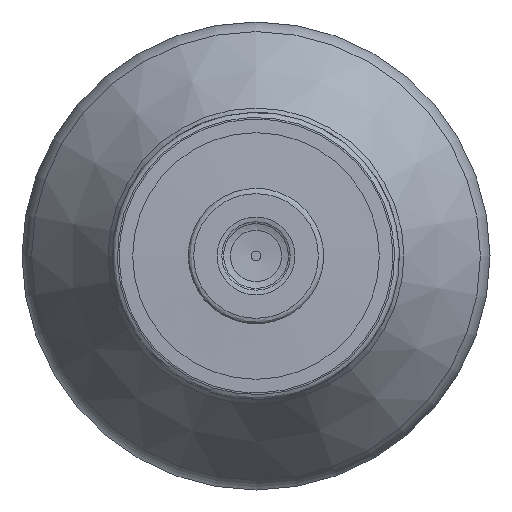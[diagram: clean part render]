
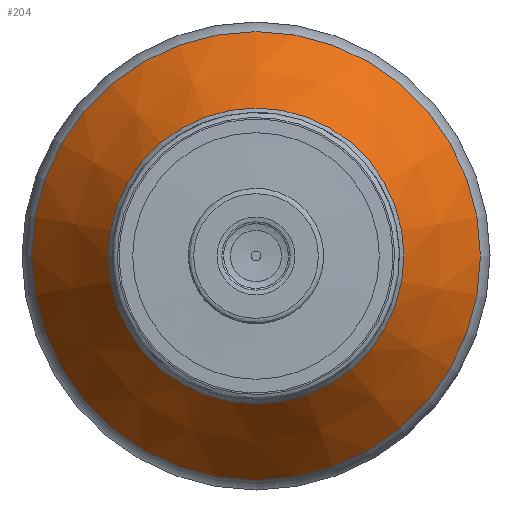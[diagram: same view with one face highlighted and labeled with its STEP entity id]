
A CAD part, left-side view. The second image highlights one B-rep face of the part: STEP entity #204.
In plain terms, the highlighted conical face has half-angle 35.017 degrees and reference radius 21.095 mm.
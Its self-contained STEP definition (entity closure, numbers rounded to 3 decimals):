
#95=CONICAL_SURFACE('',#560,21.095,35.017);
#139=FACE_BOUND('',#271,.T.);
#140=FACE_BOUND('',#272,.T.);
#204=ADVANCED_FACE('',(#139,#140),#95,.T.);
#271=EDGE_LOOP('',(#353));
#272=EDGE_LOOP('',(#354));
#353=ORIENTED_EDGE('',*,*,#462,.T.);
#354=ORIENTED_EDGE('',*,*,#461,.F.);
#420=VERTEX_POINT('',#802);
#421=VERTEX_POINT('',#805);
#461=EDGE_CURVE('',#420,#420,#502,.T.);
#462=EDGE_CURVE('',#421,#421,#503,.T.);
#502=CIRCLE('',#557,21.095);
#503=CIRCLE('',#559,13.905);
#557=AXIS2_PLACEMENT_3D('',#801,#657,#658);
#559=AXIS2_PLACEMENT_3D('',#804,#661,#662);
#560=AXIS2_PLACEMENT_3D('',#806,#663,#664);
#657=DIRECTION('',(1.,0.,0.));
#658=DIRECTION('',(0.,0.,1.));
#661=DIRECTION('',(1.,0.,0.));
#662=DIRECTION('',(0.,0.,1.));
#663=DIRECTION('',(1.,0.,0.));
#664=DIRECTION('',(0.,0.,-1.));
#801=CARTESIAN_POINT('',(97.131,0.,0.));
#802=CARTESIAN_POINT('',(97.131,0.,21.095));
#804=CARTESIAN_POINT('',(86.869,0.,0.));
#805=CARTESIAN_POINT('',(86.869,0.,13.905));
#806=CARTESIAN_POINT('',(97.131,0.,0.));
